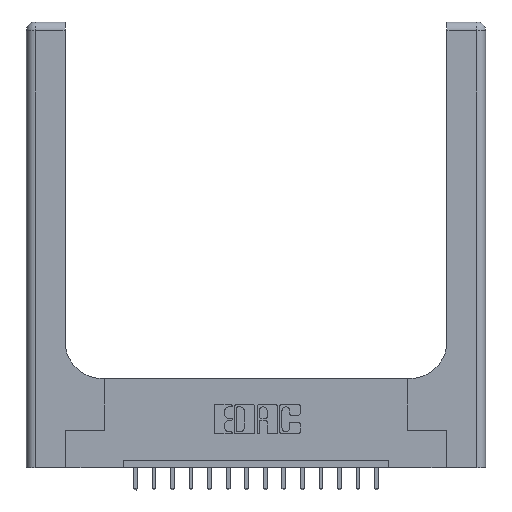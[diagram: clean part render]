
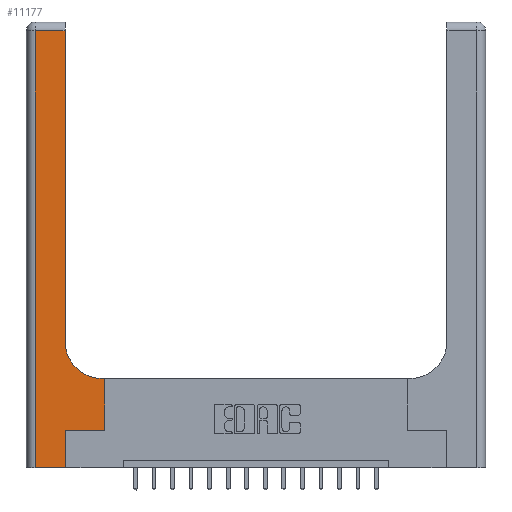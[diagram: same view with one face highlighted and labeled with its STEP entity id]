
A CAD part, top view. The second image highlights one B-rep face of the part: STEP entity #11177.
In plain terms, the highlighted planar face has unit normal (0, 0, 1).
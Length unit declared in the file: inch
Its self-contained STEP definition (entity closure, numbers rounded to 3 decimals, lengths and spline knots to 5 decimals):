
#339 = CARTESIAN_POINT ( 'NONE',  ( 0.51, 0.6, 0.37 ) ) ;
#423 = ORIENTED_EDGE ( 'NONE', *, *, #12474, .T. ) ;
#596 = ORIENTED_EDGE ( 'NONE', *, *, #2417, .T. ) ;
#897 = CARTESIAN_POINT ( 'NONE',  ( 0.26, 0.85, 0.37 ) ) ;
#975 = VECTOR ( 'NONE', #12467, 39.37008 ) ;
#1552 = CARTESIAN_POINT ( 'NONE',  ( 0., 2.94, 0.37 ) ) ;
#1833 = LINE ( 'NONE', #3579, #13119 ) ;
#1859 = VERTEX_POINT ( 'NONE', #3947 ) ;
#2161 = VECTOR ( 'NONE', #6990, 39.37008 ) ;
#2332 = CARTESIAN_POINT ( 'NONE',  ( 0.26, 0.6, 0.37 ) ) ;
#2417 = EDGE_CURVE ( 'NONE', #2431, #15309, #14520, .T. ) ;
#2431 = VERTEX_POINT ( 'NONE', #8413 ) ;
#3035 = CARTESIAN_POINT ( 'NONE',  ( 0., 3., 0.37 ) ) ;
#3180 = VECTOR ( 'NONE', #4085, 39.37008 ) ;
#3211 = LINE ( 'NONE', #17490, #13457 ) ;
#3292 = ORIENTED_EDGE ( 'NONE', *, *, #15215, .T. ) ;
#3579 = CARTESIAN_POINT ( 'NONE',  ( 0.265, 0.25, 0.37 ) ) ;
#3584 = EDGE_CURVE ( 'NONE', #15116, #7332, #1833, .T. ) ;
#3947 = CARTESIAN_POINT ( 'NONE',  ( 0.265, 0., 0.37 ) ) ;
#4085 = DIRECTION ( 'NONE',  ( -1., 0., 0. ) ) ;
#4119 = LINE ( 'NONE', #8416, #975 ) ;
#4339 = CARTESIAN_POINT ( 'NONE',  ( 0.528, 0.25, 0.37 ) ) ;
#4587 = CARTESIAN_POINT ( 'NONE',  ( 0.51, 0.85, 0.37 ) ) ;
#5112 = AXIS2_PLACEMENT_3D ( 'NONE', #4587, #14125, #12933 ) ;
#5382 = ORIENTED_EDGE ( 'NONE', *, *, #11201, .T. ) ;
#5416 = VERTEX_POINT ( 'NONE', #14738 ) ;
#6601 = ORIENTED_EDGE ( 'NONE', *, *, #13116, .T. ) ;
#6988 = DIRECTION ( 'NONE',  ( 0., 1., 0. ) ) ;
#6990 = DIRECTION ( 'NONE',  ( -1., 0., 0. ) ) ;
#7332 = VERTEX_POINT ( 'NONE', #10275 ) ;
#7515 = EDGE_CURVE ( 'NONE', #15309, #17364, #13001, .T. ) ;
#7538 = LINE ( 'NONE', #13805, #10574 ) ;
#7956 = ORIENTED_EDGE ( 'NONE', *, *, #7515, .T. ) ;
#8254 = PLANE ( 'NONE',  #13544 ) ;
#8413 = CARTESIAN_POINT ( 'NONE',  ( 0.26, 2.94, 0.37 ) ) ;
#8416 = CARTESIAN_POINT ( 'NONE',  ( 0., 0., 0.37 ) ) ;
#8504 = ORIENTED_EDGE ( 'NONE', *, *, #3584, .T. ) ;
#9212 = LINE ( 'NONE', #4339, #13477 ) ;
#9290 = DIRECTION ( 'NONE',  ( 0., -1., 0. ) ) ;
#10165 = ORIENTED_EDGE ( 'NONE', *, *, #11865, .T. ) ;
#10257 = DIRECTION ( 'NONE',  ( 1., 0., 0. ) ) ;
#10275 = CARTESIAN_POINT ( 'NONE',  ( 0.528, 0.25, 0.37 ) ) ;
#10574 = VECTOR ( 'NONE', #6988, 39.37008 ) ;
#11177 = ADVANCED_FACE ( 'NONE', ( #15802 ), #8254, .F. ) ;
#11201 = EDGE_CURVE ( 'NONE', #7332, #5416, #9212, .T. ) ;
#11471 = ORIENTED_EDGE ( 'NONE', *, *, #16928, .T. ) ;
#11865 = EDGE_CURVE ( 'NONE', #16148, #2431, #3211, .T. ) ;
#12224 = CARTESIAN_POINT ( 'NONE',  ( 0.265, 0.25, 0.37 ) ) ;
#12467 = DIRECTION ( 'NONE',  ( 1., 0., 0. ) ) ;
#12474 = EDGE_CURVE ( 'NONE', #16590, #16148, #15751, .T. ) ;
#12779 = VECTOR ( 'NONE', #9290, 39.37008 ) ;
#12933 = DIRECTION ( 'NONE',  ( 1., 0., 0. ) ) ;
#13001 = LINE ( 'NONE', #14950, #12779 ) ;
#13116 = EDGE_CURVE ( 'NONE', #5416, #16590, #14904, .T. ) ;
#13119 = VECTOR ( 'NONE', #10257, 39.37008 ) ;
#13457 = VECTOR ( 'NONE', #17428, 39.37008 ) ;
#13477 = VECTOR ( 'NONE', #13720, 39.37008 ) ;
#13544 = AXIS2_PLACEMENT_3D ( 'NONE', #3035, #15137, #16507 ) ;
#13720 = DIRECTION ( 'NONE',  ( 0., 1., 0. ) ) ;
#13805 = CARTESIAN_POINT ( 'NONE',  ( 0.265, 0., 0.37 ) ) ;
#14125 = DIRECTION ( 'NONE',  ( 0., 0., -1. ) ) ;
#14399 = CARTESIAN_POINT ( 'NONE',  ( 0.06, 2.94, 0.37 ) ) ;
#14520 = LINE ( 'NONE', #1552, #2161 ) ;
#14738 = CARTESIAN_POINT ( 'NONE',  ( 0.528, 0.6, 0.37 ) ) ;
#14904 = LINE ( 'NONE', #2332, #3180 ) ;
#14950 = CARTESIAN_POINT ( 'NONE',  ( 0.06, 3., 0.37 ) ) ;
#15116 = VERTEX_POINT ( 'NONE', #12224 ) ;
#15137 = DIRECTION ( 'NONE',  ( 0., 0., -1. ) ) ;
#15212 = CARTESIAN_POINT ( 'NONE',  ( 0.06, 0., 0.37 ) ) ;
#15215 = EDGE_CURVE ( 'NONE', #1859, #15116, #7538, .T. ) ;
#15309 = VERTEX_POINT ( 'NONE', #14399 ) ;
#15751 = CIRCLE ( 'NONE', #5112, 0.25 ) ;
#15802 = FACE_OUTER_BOUND ( 'NONE', #16277, .T. ) ;
#16148 = VERTEX_POINT ( 'NONE', #897 ) ;
#16277 = EDGE_LOOP ( 'NONE', ( #10165, #596, #7956, #11471, #3292, #8504, #5382, #6601, #423 ) ) ;
#16507 = DIRECTION ( 'NONE',  ( -1., 0., 0. ) ) ;
#16590 = VERTEX_POINT ( 'NONE', #339 ) ;
#16928 = EDGE_CURVE ( 'NONE', #17364, #1859, #4119, .T. ) ;
#17364 = VERTEX_POINT ( 'NONE', #15212 ) ;
#17428 = DIRECTION ( 'NONE',  ( 0., 1., 0. ) ) ;
#17490 = CARTESIAN_POINT ( 'NONE',  ( 0.26, 3., 0.37 ) ) ;
